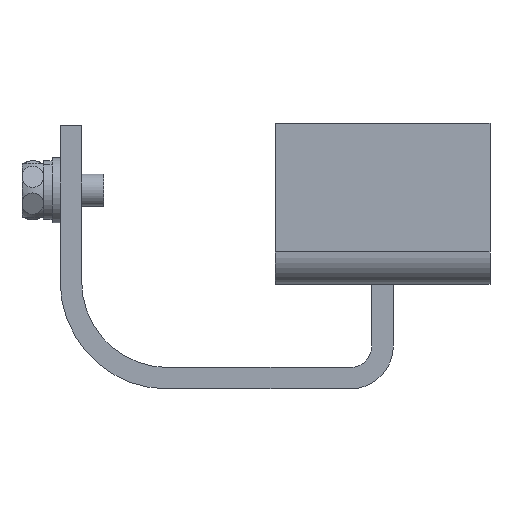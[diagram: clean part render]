
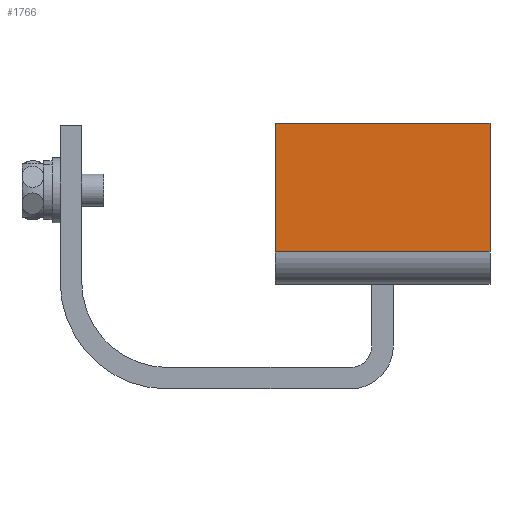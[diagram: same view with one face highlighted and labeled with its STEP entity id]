
A CAD part, front view. The second image highlights one B-rep face of the part: STEP entity #1766.
In plain terms, the highlighted planar face has unit normal (0, -1, 0).
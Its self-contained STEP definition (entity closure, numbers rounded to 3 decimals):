
#822 = DIRECTION ( 'NONE',  ( 0., 0., -1. ) ) ;
#823 = VECTOR ( 'NONE', #822, 1000. ) ;
#824 = CARTESIAN_POINT ( 'NONE',  ( -20., -29., 26. ) ) ;
#825 = LINE ( 'NONE', #824, #823 ) ;
#1452 = DIRECTION ( 'NONE',  ( 1., 0., 0. ) ) ;
#1453 = VECTOR ( 'NONE', #1452, 1000. ) ;
#1454 = CARTESIAN_POINT ( 'NONE',  ( 20., -29., 2. ) ) ;
#1455 = LINE ( 'NONE', #1495, #1501 ) ;
#1456 = DIRECTION ( 'NONE',  ( -1., 0., 0. ) ) ;
#1470 = CARTESIAN_POINT ( 'NONE',  ( -20., -29., 26. ) ) ;
#1480 = DIRECTION ( 'NONE',  ( 0., 0., -1. ) ) ;
#1481 = VECTOR ( 'NONE', #1480, 1000. ) ;
#1482 = CARTESIAN_POINT ( 'NONE',  ( 20., -29., 26. ) ) ;
#1487 = CARTESIAN_POINT ( 'NONE',  ( 20., -29., 2. ) ) ;
#1494 = LINE ( 'NONE', #1482, #1481 ) ;
#1495 = CARTESIAN_POINT ( 'NONE',  ( 20., -29., 26. ) ) ;
#1501 = VECTOR ( 'NONE', #1456, 1000. ) ;
#1503 = LINE ( 'NONE', #1454, #1453 ) ;
#1504 = CARTESIAN_POINT ( 'NONE',  ( 20., -29., 26. ) ) ;
#1519 = ORIENTED_EDGE ( 'NONE', *, *, #1836, .T. ) ;
#1521 = VERTEX_POINT ( 'NONE', #2478 ) ;
#1766 = ADVANCED_FACE ( 'NONE', ( #2488 ), #2112, .F. ) ;
#1836 = EDGE_CURVE ( 'NONE', #1849, #1898, #1455, .T. ) ;
#1838 = EDGE_CURVE ( 'NONE', #1521, #1855, #1503, .T. ) ;
#1849 = VERTEX_POINT ( 'NONE', #1504 ) ;
#1853 = ORIENTED_EDGE ( 'NONE', *, *, #1974, .T. ) ;
#1855 = VERTEX_POINT ( 'NONE', #1487 ) ;
#1856 = EDGE_LOOP ( 'NONE', ( #1853, #1890, #1903, #1519 ) ) ;
#1890 = ORIENTED_EDGE ( 'NONE', *, *, #1838, .T. ) ;
#1898 = VERTEX_POINT ( 'NONE', #1470 ) ;
#1903 = ORIENTED_EDGE ( 'NONE', *, *, #1904, .F. ) ;
#1904 = EDGE_CURVE ( 'NONE', #1849, #1855, #1494, .T. ) ;
#1974 = EDGE_CURVE ( 'NONE', #1898, #1521, #825, .T. ) ;
#2112 = PLANE ( 'NONE',  #2116 ) ;
#2113 = DIRECTION ( 'NONE',  ( 0., 0., 1. ) ) ;
#2115 = DIRECTION ( 'NONE',  ( 0., 1., 0. ) ) ;
#2116 = AXIS2_PLACEMENT_3D ( 'NONE', #2118, #2115, #2113 ) ;
#2118 = CARTESIAN_POINT ( 'NONE',  ( 20., -29., 26. ) ) ;
#2478 = CARTESIAN_POINT ( 'NONE',  ( -20., -29., 2. ) ) ;
#2488 = FACE_OUTER_BOUND ( 'NONE', #1856, .T. ) ;
